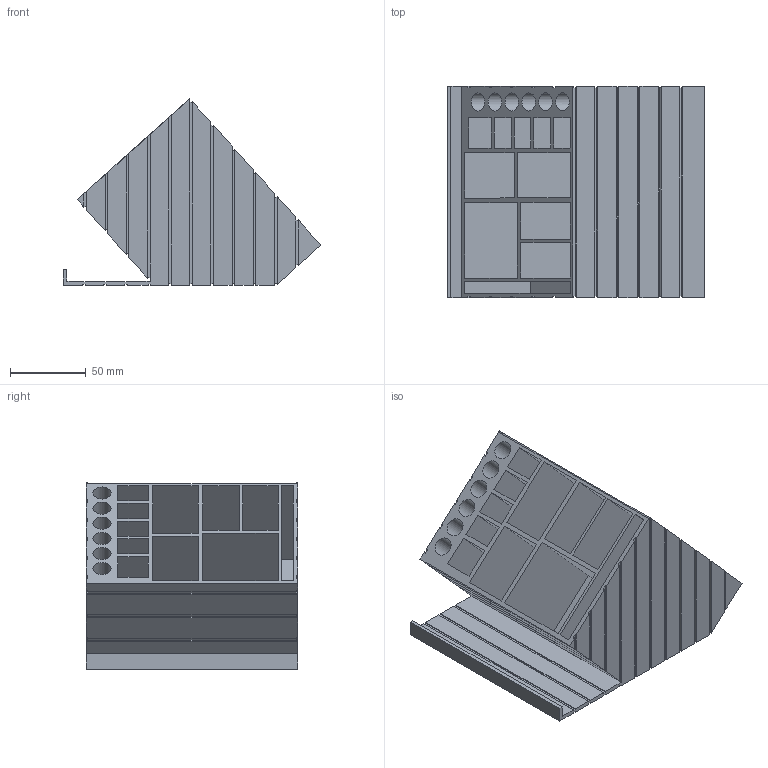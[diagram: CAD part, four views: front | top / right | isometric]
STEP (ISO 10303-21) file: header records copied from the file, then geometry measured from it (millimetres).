
FILE_DESCRIPTION(/* description */ (''),/* implementation_level */ '2;1');
FILE_NAME(/* name */ 'plate8_pen stand step.step',/* time_stamp */ '2025-12-29T18:00:14+05:30',/* author */ (''),/* organization */ (''),/* preprocessor_version */ 'ST-DEVELOPER v20.1',/* originating_system */ 'Autodesk Translation Framework v14.21.0.0',/* authorisation */ '');
FILE_SCHEMA (('AUTOMOTIVE_DESIGN { 1 0 10303 214 3 1 1 }'));
Length unit declared in the file: millimetre
Products named in the file (1): pen stand
Bounding box: 170.56 x 140 x 123.27 mm (x, y, z)
Volume: 745333.2 mm3; surface area: 245282.7 mm2
Topology: 1 solids, 1 shells, 259 faces, 654 edges, 414 vertices
Faces by surface type: plane 253, cylinder 6
Full cylindrical faces by diameter (mm): 12 x6
Entity records: 7572 total; most frequent: CARTESIAN_POINT 1328, ORIENTED_EDGE 1308, DIRECTION 1186, EDGE_CURVE 654, LINE 642, VECTOR 642, VERTEX_POINT 414, EDGE_LOOP 276
